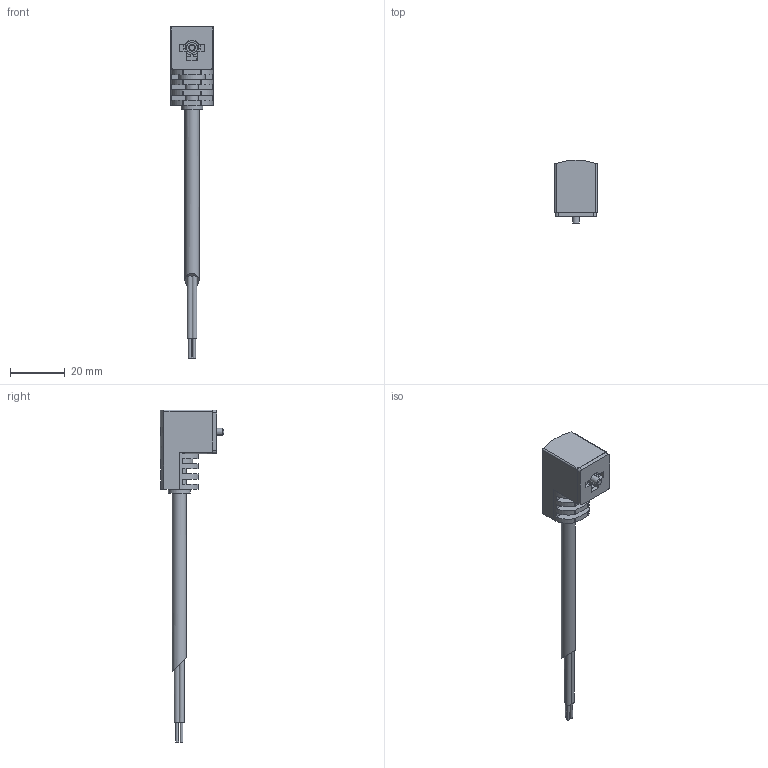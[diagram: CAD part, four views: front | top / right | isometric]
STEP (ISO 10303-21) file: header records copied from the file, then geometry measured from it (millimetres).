
FILE_DESCRIPTION(/* description */ ('STEP AP214'),/* implementation_level */ '2;1');
FILE_NAME(/* name */ '8032628_NEBV-C1SW3-K-2_5-N-LE3-S9',/* time_stamp */ '2024-09-12T20:22:09+02:00',/* author */ ('License CC BY-ND 4.0'),/* organization */ ('CADENAS'),/* preprocessor_version */ 'ST-DEVELOPER v19.3',/* originating_system */ 'PARTsolutions',/* authorisation */ ' ');
FILE_SCHEMA (('AUTOMOTIVE_DESIGN {1 0 10303 214 3 1 1}'));
Length unit declared in the file: millimetre
Products named in the file (2): 8032628 NEBV-C1SW3-K-2.5-N-LE3-S9; 8003577 NEBV-C1SW3-K-LE3-S9---(P)
Assembly tree (1 placements, depth 2):
  8032628 NEBV-C1SW3-K-2.5-N-LE3-S9
    8003577 NEBV-C1SW3-K-LE3-S9---(P)
Bounding box: 15.5 x 23.3 x 121.85 mm (x, y, z)
Volume: 8442.5 mm3; surface area: 5129.9 mm2
Topology: 1 solids, 1 shells, 197 faces, 540 edges, 359 vertices
Faces by surface type: plane 149, cylinder 46, sphere 1, cone 1
Full cylindrical faces by diameter (mm): 1 x3, 2.5 x1, 4 x1, 5 x1, 5.2 x1, 8 x1
Entity records: 7605 total; most frequent: CARTESIAN_POINT 1106, ORIENTED_EDGE 1056, DIRECTION 1045, EDGE_CURVE 528, LINE 399, VECTOR 399, VERTEX_POINT 357, AXIS2_PLACEMENT_3D 323
